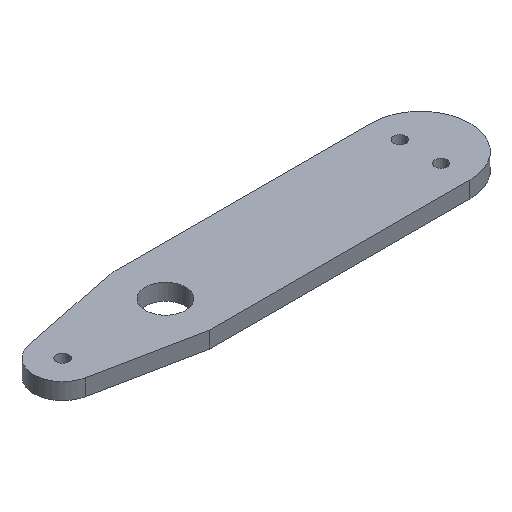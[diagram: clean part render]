
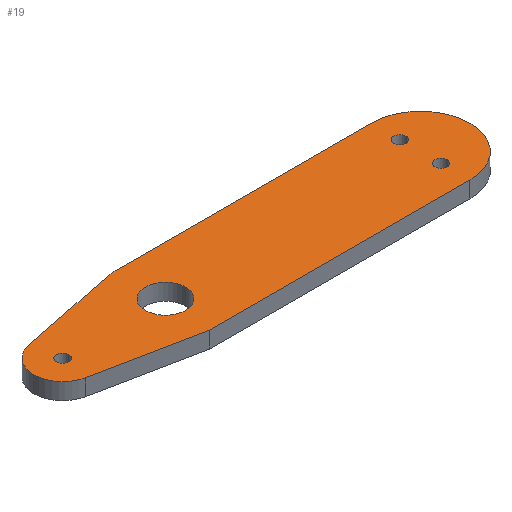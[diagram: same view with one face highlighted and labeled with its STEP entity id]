
A CAD part, isometric view. The second image highlights one B-rep face of the part: STEP entity #19.
In plain terms, the highlighted planar face has unit normal (0, 0, 1).
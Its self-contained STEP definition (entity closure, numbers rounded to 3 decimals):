
#3 = AXIS2_PLACEMENT_3D ( 'NONE', #375, #333, #583 ) ;
#4 = DIRECTION ( 'NONE',  ( 0., 0., 1. ) ) ;
#9 = EDGE_LOOP ( 'NONE', ( #498, #121, #275, #544, #103, #322, #406, #249 ) ) ;
#19 = ADVANCED_FACE ( 'NONE', ( #625, #492, #134, #547, #229 ), #136, .T. ) ;
#20 = DIRECTION ( 'NONE',  ( 1., 0., 0. ) ) ;
#37 = CARTESIAN_POINT ( 'NONE',  ( 0., 0., 4. ) ) ;
#42 = EDGE_CURVE ( 'NONE', #396, #371, #49, .T. ) ;
#44 = CARTESIAN_POINT ( 'NONE',  ( 88.5, -5., 4. ) ) ;
#47 = EDGE_LOOP ( 'NONE', ( #139, #530 ) ) ;
#49 = CIRCLE ( 'NONE', #409, 1.5 ) ;
#52 = CIRCLE ( 'NONE', #594, 7. ) ;
#56 = VERTEX_POINT ( 'NONE', #96 ) ;
#58 = DIRECTION ( 'NONE',  ( 0., 0., 1. ) ) ;
#60 = CIRCLE ( 'NONE', #424, 1.5 ) ;
#61 = VECTOR ( 'NONE', #245, 1000. ) ;
#82 = DIRECTION ( 'NONE',  ( 0., 0., 1. ) ) ;
#85 = CIRCLE ( 'NONE', #3, 12. ) ;
#94 = AXIS2_PLACEMENT_3D ( 'NONE', #264, #269, #479 ) ;
#96 = CARTESIAN_POINT ( 'NONE',  ( 20.1, 0., 4. ) ) ;
#103 = ORIENTED_EDGE ( 'NONE', *, *, #163, .T. ) ;
#106 = VECTOR ( 'NONE', #362, 1000. ) ;
#107 = CARTESIAN_POINT ( 'NONE',  ( 0., 0., 4. ) ) ;
#121 = ORIENTED_EDGE ( 'NONE', *, *, #487, .T. ) ;
#122 = CIRCLE ( 'NONE', #170, 1.5 ) ;
#124 = CARTESIAN_POINT ( 'NONE',  ( -1.4, 6.859, 4. ) ) ;
#132 = CIRCLE ( 'NONE', #425, 4.9 ) ;
#134 = FACE_OUTER_BOUND ( 'NONE', #9, .T. ) ;
#135 = CARTESIAN_POINT ( 'NONE',  ( 29.9, 0., 4. ) ) ;
#136 = PLANE ( 'NONE',  #283 ) ;
#139 = ORIENTED_EDGE ( 'NONE', *, *, #42, .F. ) ;
#147 = CARTESIAN_POINT ( 'NONE',  ( -1.4, 6.859, 4. ) ) ;
#150 = VERTEX_POINT ( 'NONE', #296 ) ;
#158 = CIRCLE ( 'NONE', #367, 1.5 ) ;
#159 = CIRCLE ( 'NONE', #94, 1.5 ) ;
#161 = ORIENTED_EDGE ( 'NONE', *, *, #207, .F. ) ;
#163 = EDGE_CURVE ( 'NONE', #427, #150, #193, .T. ) ;
#170 = AXIS2_PLACEMENT_3D ( 'NONE', #527, #465, #211 ) ;
#176 = CARTESIAN_POINT ( 'NONE',  ( 88.5, 5., 4. ) ) ;
#185 = EDGE_CURVE ( 'NONE', #297, #391, #495, .T. ) ;
#187 = EDGE_LOOP ( 'NONE', ( #219, #494 ) ) ;
#193 = CIRCLE ( 'NONE', #365, 12. ) ;
#206 = DIRECTION ( 'NONE',  ( 1., 0., 0. ) ) ;
#207 = EDGE_CURVE ( 'NONE', #422, #464, #60, .T. ) ;
#210 = EDGE_CURVE ( 'NONE', #464, #422, #122, .T. ) ;
#211 = DIRECTION ( 'NONE',  ( 1., 0., 0. ) ) ;
#215 = VECTOR ( 'NONE', #529, 1000. ) ;
#219 = ORIENTED_EDGE ( 'NONE', *, *, #523, .F. ) ;
#222 = DIRECTION ( 'NONE',  ( 1., 0., 0. ) ) ;
#229 = FACE_BOUND ( 'NONE', #187, .T. ) ;
#230 = EDGE_LOOP ( 'NONE', ( #257, #161 ) ) ;
#233 = CARTESIAN_POINT ( 'NONE',  ( 0., 0., 4. ) ) ;
#235 = DIRECTION ( 'NONE',  ( 1., 0., 0. ) ) ;
#245 = DIRECTION ( 'NONE',  ( 0.98, 0.2, 0. ) ) ;
#249 = ORIENTED_EDGE ( 'NONE', *, *, #407, .F. ) ;
#257 = ORIENTED_EDGE ( 'NONE', *, *, #210, .F. ) ;
#264 = CARTESIAN_POINT ( 'NONE',  ( 87., -5., 4. ) ) ;
#269 = DIRECTION ( 'NONE',  ( 0., 0., 1. ) ) ;
#270 = LINE ( 'NONE', #379, #413 ) ;
#271 = ORIENTED_EDGE ( 'NONE', *, *, #441, .F. ) ;
#274 = DIRECTION ( 'NONE',  ( 1., 0., 0. ) ) ;
#275 = ORIENTED_EDGE ( 'NONE', *, *, #592, .F. ) ;
#278 = CARTESIAN_POINT ( 'NONE',  ( 0., 0., 4. ) ) ;
#281 = CARTESIAN_POINT ( 'NONE',  ( 87., -5., 4. ) ) ;
#283 = AXIS2_PLACEMENT_3D ( 'NONE', #233, #546, #619 ) ;
#291 = LINE ( 'NONE', #147, #61 ) ;
#296 = CARTESIAN_POINT ( 'NONE',  ( 87., 12., 4. ) ) ;
#297 = VERTEX_POINT ( 'NONE', #124 ) ;
#300 = DIRECTION ( 'NONE',  ( 1., 0., 0. ) ) ;
#308 = CARTESIAN_POINT ( 'NONE',  ( 23.788, -12., 4. ) ) ;
#322 = ORIENTED_EDGE ( 'NONE', *, *, #558, .F. ) ;
#331 = CARTESIAN_POINT ( 'NONE',  ( 1.5, 0., 4. ) ) ;
#333 = DIRECTION ( 'NONE',  ( 0., 0., 1. ) ) ;
#345 = CARTESIAN_POINT ( 'NONE',  ( -7., 0., 4. ) ) ;
#350 = CARTESIAN_POINT ( 'NONE',  ( 87., 5., 4. ) ) ;
#356 = VERTEX_POINT ( 'NONE', #442 ) ;
#360 = EDGE_CURVE ( 'NONE', #456, #56, #366, .T. ) ;
#362 = DIRECTION ( 'NONE',  ( 1., 0., 0. ) ) ;
#365 = AXIS2_PLACEMENT_3D ( 'NONE', #399, #58, #591 ) ;
#366 = CIRCLE ( 'NONE', #447, 4.9 ) ;
#367 = AXIS2_PLACEMENT_3D ( 'NONE', #278, #483, #429 ) ;
#370 = DIRECTION ( 'NONE',  ( 0., 0., 1. ) ) ;
#371 = VERTEX_POINT ( 'NONE', #432 ) ;
#375 = CARTESIAN_POINT ( 'NONE',  ( 25., 0., 4. ) ) ;
#379 = CARTESIAN_POINT ( 'NONE',  ( 0., -12., 4. ) ) ;
#391 = VERTEX_POINT ( 'NONE', #345 ) ;
#396 = VERTEX_POINT ( 'NONE', #44 ) ;
#399 = CARTESIAN_POINT ( 'NONE',  ( 87., 0., 4. ) ) ;
#400 = AXIS2_PLACEMENT_3D ( 'NONE', #107, #4, #300 ) ;
#406 = ORIENTED_EDGE ( 'NONE', *, *, #469, .T. ) ;
#407 = EDGE_CURVE ( 'NONE', #297, #468, #291, .T. ) ;
#409 = AXIS2_PLACEMENT_3D ( 'NONE', #281, #581, #235 ) ;
#410 = CARTESIAN_POINT ( 'NONE',  ( 0., 12., 4. ) ) ;
#413 = VECTOR ( 'NONE', #274, 1000. ) ;
#419 = VERTEX_POINT ( 'NONE', #511 ) ;
#422 = VERTEX_POINT ( 'NONE', #445 ) ;
#424 = AXIS2_PLACEMENT_3D ( 'NONE', #350, #517, #20 ) ;
#425 = AXIS2_PLACEMENT_3D ( 'NONE', #554, #636, #206 ) ;
#427 = VERTEX_POINT ( 'NONE', #480 ) ;
#429 = DIRECTION ( 'NONE',  ( 1., 0., 0. ) ) ;
#432 = CARTESIAN_POINT ( 'NONE',  ( 85.5, -5., 4. ) ) ;
#435 = VERTEX_POINT ( 'NONE', #331 ) ;
#441 = EDGE_CURVE ( 'NONE', #435, #419, #633, .T. ) ;
#442 = CARTESIAN_POINT ( 'NONE',  ( -1.4, -6.859, 4. ) ) ;
#445 = CARTESIAN_POINT ( 'NONE',  ( 85.5, 5., 4. ) ) ;
#447 = AXIS2_PLACEMENT_3D ( 'NONE', #539, #626, #534 ) ;
#456 = VERTEX_POINT ( 'NONE', #135 ) ;
#464 = VERTEX_POINT ( 'NONE', #176 ) ;
#465 = DIRECTION ( 'NONE',  ( 0., 0., 1. ) ) ;
#468 = VERTEX_POINT ( 'NONE', #576 ) ;
#469 = EDGE_CURVE ( 'NONE', #477, #468, #85, .T. ) ;
#474 = EDGE_CURVE ( 'NONE', #590, #427, #270, .T. ) ;
#477 = VERTEX_POINT ( 'NONE', #543 ) ;
#479 = DIRECTION ( 'NONE',  ( 1., 0., 0. ) ) ;
#480 = CARTESIAN_POINT ( 'NONE',  ( 87., -12., 4. ) ) ;
#482 = LINE ( 'NONE', #605, #215 ) ;
#483 = DIRECTION ( 'NONE',  ( 0., 0., 1. ) ) ;
#487 = EDGE_CURVE ( 'NONE', #391, #356, #52, .T. ) ;
#492 = FACE_BOUND ( 'NONE', #47, .T. ) ;
#494 = ORIENTED_EDGE ( 'NONE', *, *, #360, .F. ) ;
#495 = CIRCLE ( 'NONE', #400, 7. ) ;
#497 = AXIS2_PLACEMENT_3D ( 'NONE', #535, #370, #222 ) ;
#498 = ORIENTED_EDGE ( 'NONE', *, *, #185, .T. ) ;
#503 = LINE ( 'NONE', #410, #106 ) ;
#511 = CARTESIAN_POINT ( 'NONE',  ( -1.5, 0., 4. ) ) ;
#514 = EDGE_CURVE ( 'NONE', #419, #435, #158, .T. ) ;
#517 = DIRECTION ( 'NONE',  ( 0., 0., 1. ) ) ;
#523 = EDGE_CURVE ( 'NONE', #56, #456, #132, .T. ) ;
#527 = CARTESIAN_POINT ( 'NONE',  ( 87., 5., 4. ) ) ;
#529 = DIRECTION ( 'NONE',  ( -0.98, 0.2, 0. ) ) ;
#530 = ORIENTED_EDGE ( 'NONE', *, *, #574, .F. ) ;
#534 = DIRECTION ( 'NONE',  ( 1., 0., 0. ) ) ;
#535 = CARTESIAN_POINT ( 'NONE',  ( 0., 0., 4. ) ) ;
#539 = CARTESIAN_POINT ( 'NONE',  ( 25., 0., 4. ) ) ;
#543 = CARTESIAN_POINT ( 'NONE',  ( 25., 12., 4. ) ) ;
#544 = ORIENTED_EDGE ( 'NONE', *, *, #474, .T. ) ;
#546 = DIRECTION ( 'NONE',  ( 0., 0., 1. ) ) ;
#547 = FACE_BOUND ( 'NONE', #571, .T. ) ;
#550 = ORIENTED_EDGE ( 'NONE', *, *, #514, .F. ) ;
#554 = CARTESIAN_POINT ( 'NONE',  ( 25., 0., 4. ) ) ;
#558 = EDGE_CURVE ( 'NONE', #477, #150, #503, .T. ) ;
#571 = EDGE_LOOP ( 'NONE', ( #550, #271 ) ) ;
#574 = EDGE_CURVE ( 'NONE', #371, #396, #159, .T. ) ;
#576 = CARTESIAN_POINT ( 'NONE',  ( 22.6, 11.758, 4. ) ) ;
#580 = DIRECTION ( 'NONE',  ( 1., 0., 0. ) ) ;
#581 = DIRECTION ( 'NONE',  ( 0., 0., 1. ) ) ;
#583 = DIRECTION ( 'NONE',  ( 1., 0., 0. ) ) ;
#590 = VERTEX_POINT ( 'NONE', #308 ) ;
#591 = DIRECTION ( 'NONE',  ( 1., 0., 0. ) ) ;
#592 = EDGE_CURVE ( 'NONE', #590, #356, #482, .T. ) ;
#594 = AXIS2_PLACEMENT_3D ( 'NONE', #37, #82, #580 ) ;
#605 = CARTESIAN_POINT ( 'NONE',  ( -1.4, -6.859, 4. ) ) ;
#619 = DIRECTION ( 'NONE',  ( 1., 0., 0. ) ) ;
#625 = FACE_BOUND ( 'NONE', #230, .T. ) ;
#626 = DIRECTION ( 'NONE',  ( 0., 0., 1. ) ) ;
#633 = CIRCLE ( 'NONE', #497, 1.5 ) ;
#636 = DIRECTION ( 'NONE',  ( 0., 0., 1. ) ) ;
